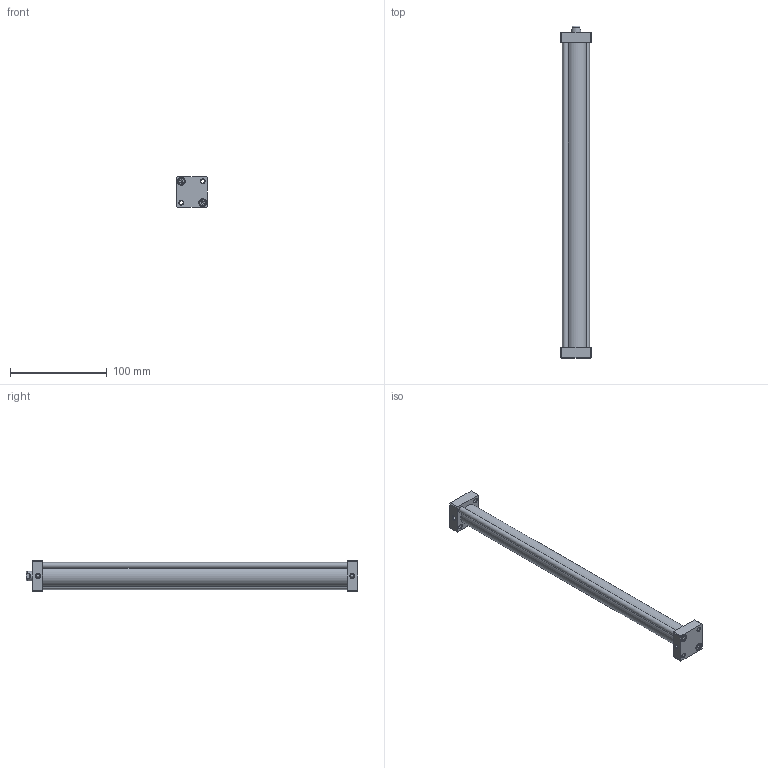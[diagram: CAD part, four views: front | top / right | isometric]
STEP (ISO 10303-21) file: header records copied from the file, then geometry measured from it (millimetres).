
FILE_DESCRIPTION((''),'2;1');
FILE_NAME('XDM020.300.GS.F.stp','2014-03-14T12:26:27',('carlo.corazza'),(''),'Autodesk Inventor 2012','Autodesk Inventor 2012','');
FILE_SCHEMA(('AUTOMOTIVE_DESIGN { 1 0 10303 214 1 1 1 1 }'));
Length unit declared in the file: millimetre
Products named in the file (6): XDM020..GS.F; TP; TA; TIRANTE-300; CORPO-300; STELO-300
Assembly tree (6 placements, depth 2):
  XDM020..GS.F
    TP
    TA
    TIRANTE-300  x2
    CORPO-300
    STELO-300
Bounding box: 32 x 343.7 x 32 mm (x, y, z)
Volume: 75152 mm3; surface area: 73140.2 mm2
Topology: 6 solids, 7 shells, 165 faces, 374 edges, 229 vertices
Faces by surface type: plane 68, cone 55, cylinder 33, torus 9
Full cylindrical faces by diameter (mm): 1.75 x2, 3.242 x4, 4.134 x7, 4.917 x1, 6 x2, 7 x4, 7.5 x4, 8 x1, 10 x1, 10.48 x1, 11.4 x1, 12 x1, 13.84 x1, 14 x1, 20 x1, 21.3 x1
Entity records: 4205 total; most frequent: CARTESIAN_POINT 860, DIRECTION 648, ORIENTED_EDGE 486, AXIS2_PLACEMENT_3D 273, EDGE_LOOP 264, EDGE_CURVE 243, VERTEX_POINT 195, FACE_OUTER_BOUND 154
